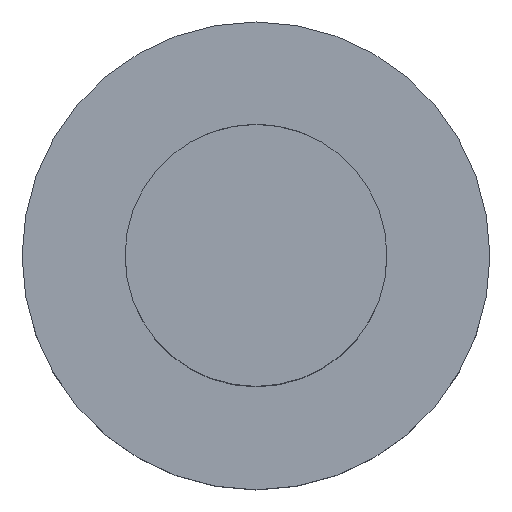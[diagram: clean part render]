
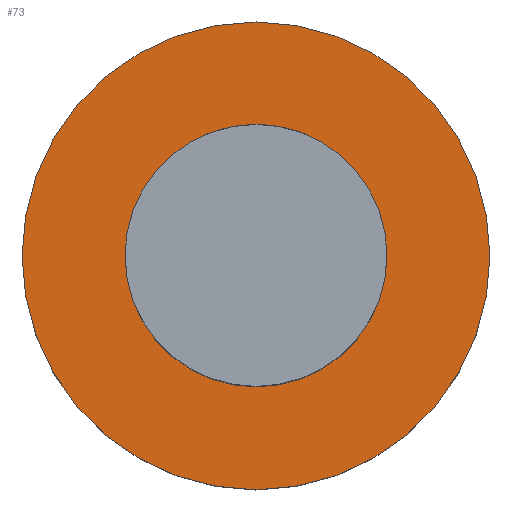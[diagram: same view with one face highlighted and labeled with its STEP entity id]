
A CAD part, top view. The second image highlights one B-rep face of the part: STEP entity #73.
In plain terms, the highlighted planar face has unit normal (0, 0, 1).
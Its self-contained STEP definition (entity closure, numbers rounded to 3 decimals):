
#73=ADVANCED_FACE('240[2]',(#172,#173),#174,.T.);
#75=EDGE_CURVE('240[2]',#176,#176,#177,.T.);
#111=EDGE_CURVE('240[2]',#233,#233,#234,.T.);
#172=FACE_BOUND('',#301,.T.);
#173=FACE_OUTER_BOUND('',#302,.T.);
#174=PLANE('',#303);
#176=VERTEX_POINT('',#306);
#177=CIRCLE('',#307,25.0);
#233=VERTEX_POINT('',#510);
#234=CIRCLE('',#511,14.0);
#301=EDGE_LOOP('',(#638));
#302=EDGE_LOOP('',(#639));
#303=AXIS2_PLACEMENT_3D('',#640,#641,#642);
#306=CARTESIAN_POINT('',(0.,25.0,0.));
#307=AXIS2_PLACEMENT_3D('',#643,#644,#645);
#510=CARTESIAN_POINT('',(14.0,0.0,0.0));
#511=AXIS2_PLACEMENT_3D('',#697,#698,#699);
#638=ORIENTED_EDGE('',*,*,#111,.T.);
#639=ORIENTED_EDGE('',*,*,#75,.T.);
#640=CARTESIAN_POINT('',(0.,12.5,0.));
#641=DIRECTION('',(0.,0.,1.0));
#642=DIRECTION('',(1.0,0.,0.0));
#643=CARTESIAN_POINT('',(0.0,0.0,0.0));
#644=DIRECTION('',(0.,0.,1.0));
#645=DIRECTION('',(0.,1.0,0.));
#697=CARTESIAN_POINT('',(0.0,0.0,0.));
#698=DIRECTION('',(0.,0.,-1.0));
#699=DIRECTION('',(1.0,0.,0.));
